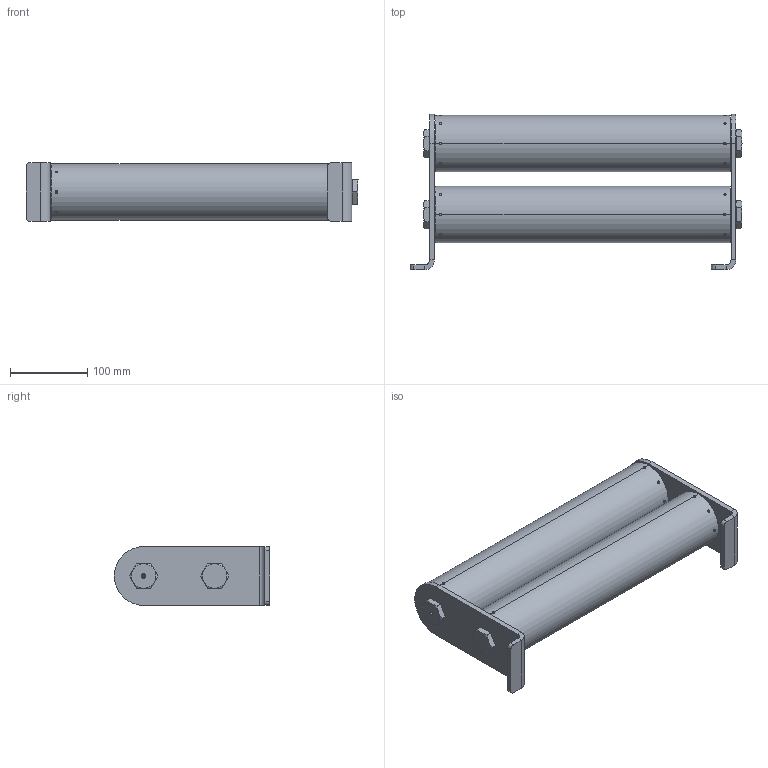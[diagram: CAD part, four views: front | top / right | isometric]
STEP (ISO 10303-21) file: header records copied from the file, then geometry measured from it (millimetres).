
FILE_DESCRIPTION (( 'STEP AP214' ), '1' );
FILE_NAME ('700894.STEP', '2024-05-06T20:11:54', ( '' ), ( '' ), 'SwSTEP 2.0', 'SolidWorks 2021', '' );
FILE_SCHEMA (( 'AUTOMOTIVE_DESIGN' ));
Length unit declared in the file: inch
Products named in the file (1): 700894
Bounding box: 430.53 x 201.68 x 76.2 mm (x, y, z)
Volume: 791684.9 mm3; surface area: 433605.3 mm2
Topology: 43 solids, 43 shells, 3685 faces, 10678 edges, 7131 vertices
Faces by surface type: cylinder 1548, plane 925, sphere 646, bspline 384, cone 180, torus 2
Entity records: 216379 total; most frequent: CARTESIAN_POINT 80379, ORIENTED_EDGE 21428, DIRECTION 14530, EDGE_CURVE 10714, VERTEX_POINT 7215, AXIS2_PLACEMENT_3D 5854, B_SPLINE_CURVE_WITH_KNOTS 4572, EDGE_LOOP 3867
